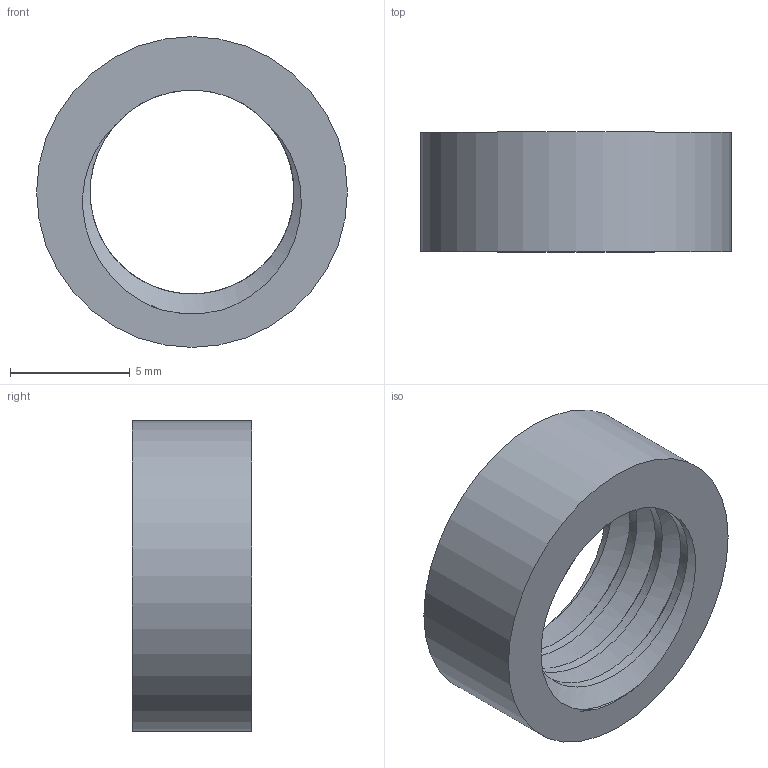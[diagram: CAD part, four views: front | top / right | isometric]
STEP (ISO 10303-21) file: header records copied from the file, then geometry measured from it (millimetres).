
FILE_DESCRIPTION(/* description */ (''),/* implementation_level */ '2;1');
FILE_NAME(/* name */ 'Nut-10mm.step',/* time_stamp */ '2025-06-02T22:39:42-04:00',/* author */ (''),/* organization */ (''),/* preprocessor_version */ 'ST-DEVELOPER v20.1',/* originating_system */ 'Autodesk Translation Framework v14.10.0.0',/* authorisation */ '');
FILE_SCHEMA (('AUTOMOTIVE_DESIGN { 1 0 10303 214 3 1 1 }'));
Length unit declared in the file: millimetre
Products named in the file (1): Nut-10mm
Bounding box: 13 x 5 x 13 mm (x, y, z)
Volume: 329.6 mm3; surface area: 575.4 mm2
Topology: 1 solids, 1 shells, 14 faces, 36 edges, 24 vertices
Faces by surface type: cylinder 10, bspline 2, plane 2
Full cylindrical faces by diameter (mm): 8.526 x2, 10.198 x3, 13 x1
Entity records: 1557 total; most frequent: CARTESIAN_POINT 1219, ORIENTED_EDGE 72, DIRECTION 46, EDGE_CURVE 36, VERTEX_POINT 24, B_SPLINE_CURVE_WITH_KNOTS 22, AXIS2_PLACEMENT_3D 19, EDGE_LOOP 16
